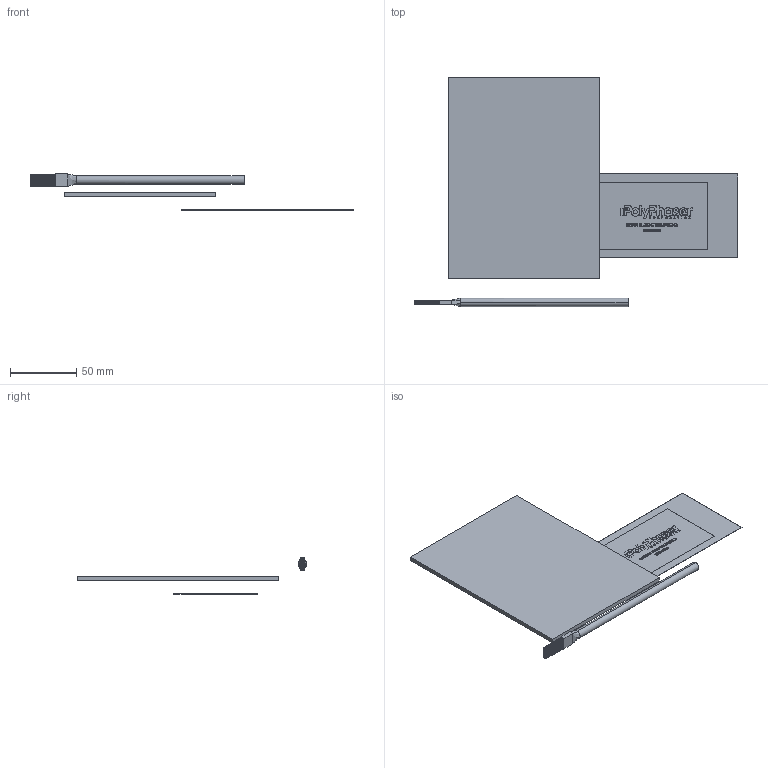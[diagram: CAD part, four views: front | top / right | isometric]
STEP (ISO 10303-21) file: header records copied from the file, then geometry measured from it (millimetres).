
FILE_DESCRIPTION (( 'STEP AP214' ), '1' );
FILE_NAME ('CCK.STEP', '2019-07-30T16:16:33', ( '' ), ( '' ), 'SwSTEP 2.0', 'SolidWorks 2019', '' );
FILE_SCHEMA (( 'AUTOMOTIVE_DESIGN' ));
Length unit declared in the file: inch
Products named in the file (5): 6060-0104; 6070-0015; 4046-0005; CCK; 6050-0038
Assembly tree (4 placements, depth 3):
  CCK
    4046-0005
      6060-0104
    6070-0015
    6050-0038
Bounding box: 245.07 x 173.37 x 27.57 mm (x, y, z)
Volume: 62335.7 mm3; surface area: 60726.7 mm2
Topology: 3 solids, 3 shells, 1542 faces, 3500 edges, 2332 vertices
Faces by surface type: cylinder 649, plane 643, bspline 250
Entity records: 78752 total; most frequent: CARTESIAN_POINT 24312, ORIENTED_EDGE 7000, DIRECTION 6910, EDGE_CURVE 3500, AXIS2_PLACEMENT_3D 2602, VERTEX_POINT 2332, EDGE_LOOP 1910, LINE 1706
